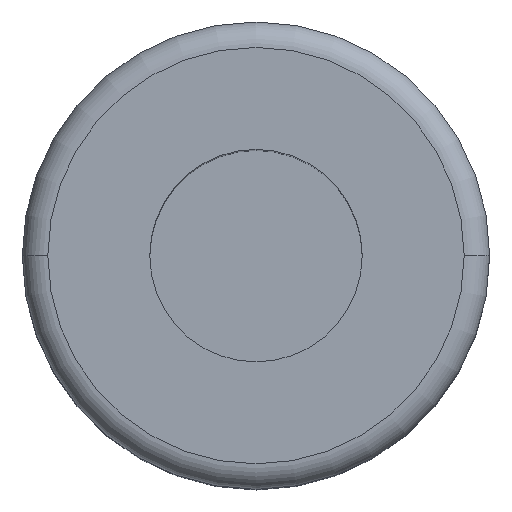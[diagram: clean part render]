
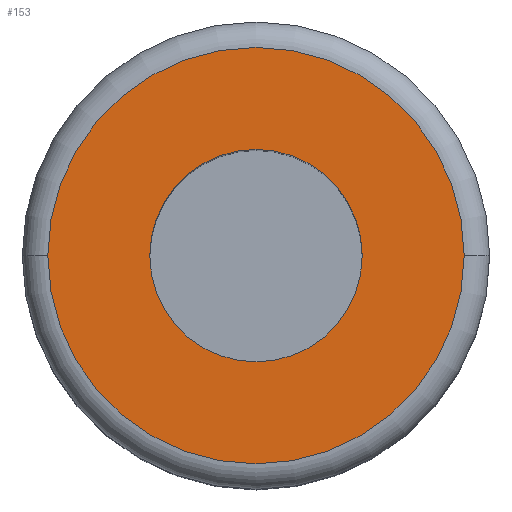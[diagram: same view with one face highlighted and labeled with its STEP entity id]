
A CAD part, top view. The second image highlights one B-rep face of the part: STEP entity #153.
In plain terms, the highlighted planar face has unit normal (0, 0, 1).
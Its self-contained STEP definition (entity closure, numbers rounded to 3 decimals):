
#52 = CARTESIAN_POINT ( 'NONE',  ( 0., 0., 85.6 ) ) ;
#60 = AXIS2_PLACEMENT_3D ( 'NONE', #518, #328, #386 ) ;
#67 = EDGE_CURVE ( 'NONE', #523, #97, #438, .T. ) ;
#81 = EDGE_CURVE ( 'NONE', #406, #124, #678, .T. ) ;
#84 = AXIS2_PLACEMENT_3D ( 'NONE', #52, #471, #127 ) ;
#97 = VERTEX_POINT ( 'NONE', #689 ) ;
#109 = CARTESIAN_POINT ( 'NONE',  ( 0., 9.8, 85.6 ) ) ;
#120 = EDGE_LOOP ( 'NONE', ( #176, #184 ) ) ;
#124 = VERTEX_POINT ( 'NONE', #522 ) ;
#127 = DIRECTION ( 'NONE',  ( 1., 0., 0. ) ) ;
#153 = ADVANCED_FACE ( 'NONE', ( #232, #165 ), #706, .T. ) ;
#162 = CARTESIAN_POINT ( 'NONE',  ( 0., 0., 85.6 ) ) ;
#165 = FACE_OUTER_BOUND ( 'NONE', #120, .T. ) ;
#176 = ORIENTED_EDGE ( 'NONE', *, *, #652, .F. ) ;
#179 = CIRCLE ( 'NONE', #84, 5. ) ;
#184 = ORIENTED_EDGE ( 'NONE', *, *, #81, .F. ) ;
#194 = CARTESIAN_POINT ( 'NONE',  ( 0., 0., 85.6 ) ) ;
#232 = FACE_BOUND ( 'NONE', #762, .T. ) ;
#255 = CIRCLE ( 'NONE', #60, 9.8 ) ;
#272 = DIRECTION ( 'NONE',  ( 1., 0., 0. ) ) ;
#291 = ORIENTED_EDGE ( 'NONE', *, *, #763, .F. ) ;
#308 = DIRECTION ( 'NONE',  ( 1., 0., 0. ) ) ;
#328 = DIRECTION ( 'NONE',  ( 0., 0., -1. ) ) ;
#331 = DIRECTION ( 'NONE',  ( 0., 0., -1. ) ) ;
#385 = DIRECTION ( 'NONE',  ( 0., 0., 1. ) ) ;
#386 = DIRECTION ( 'NONE',  ( -1., 0., 0. ) ) ;
#406 = VERTEX_POINT ( 'NONE', #550 ) ;
#438 = CIRCLE ( 'NONE', #501, 5. ) ;
#471 = DIRECTION ( 'NONE',  ( 0., 0., 1. ) ) ;
#486 = AXIS2_PLACEMENT_3D ( 'NONE', #109, #385, #272 ) ;
#501 = AXIS2_PLACEMENT_3D ( 'NONE', #194, #756, #308 ) ;
#506 = CARTESIAN_POINT ( 'NONE',  ( 5., 0., 85.6 ) ) ;
#518 = CARTESIAN_POINT ( 'NONE',  ( 0., 0., 85.6 ) ) ;
#522 = CARTESIAN_POINT ( 'NONE',  ( -9.8, 0., 85.6 ) ) ;
#523 = VERTEX_POINT ( 'NONE', #506 ) ;
#550 = CARTESIAN_POINT ( 'NONE',  ( 9.8, 0., 85.6 ) ) ;
#651 = ORIENTED_EDGE ( 'NONE', *, *, #67, .F. ) ;
#652 = EDGE_CURVE ( 'NONE', #124, #406, #255, .T. ) ;
#678 = CIRCLE ( 'NONE', #793, 9.8 ) ;
#689 = CARTESIAN_POINT ( 'NONE',  ( -5., 0., 85.6 ) ) ;
#694 = DIRECTION ( 'NONE',  ( -1., 0., 0. ) ) ;
#706 = PLANE ( 'NONE',  #486 ) ;
#756 = DIRECTION ( 'NONE',  ( 0., 0., 1. ) ) ;
#762 = EDGE_LOOP ( 'NONE', ( #651, #291 ) ) ;
#763 = EDGE_CURVE ( 'NONE', #97, #523, #179, .T. ) ;
#793 = AXIS2_PLACEMENT_3D ( 'NONE', #162, #331, #694 ) ;
